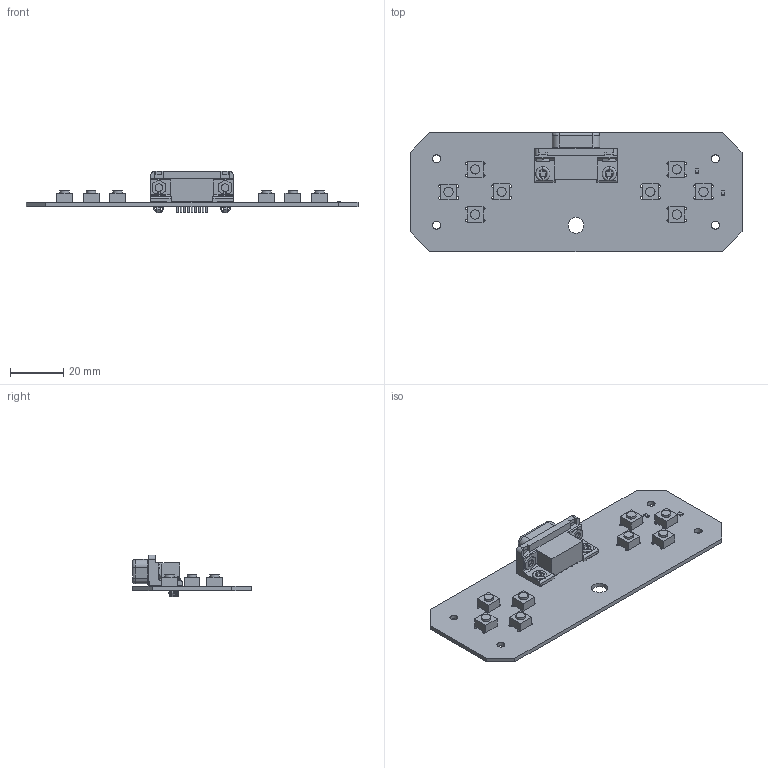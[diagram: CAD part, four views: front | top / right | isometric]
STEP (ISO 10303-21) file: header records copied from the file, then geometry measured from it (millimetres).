
FILE_DESCRIPTION(('KiCad electronic assembly'),'2;1');
FILE_NAME('RetroPad.step','2019-04-19T23:10:11',('An Author'),( 'A Company'),'Open CASCADE STEP processor 6.9', 'KiCad to STEP converter','Unknown');
FILE_SCHEMA(('AUTOMOTIVE_DESIGN { 1 0 10303 214 1 1 1 1 }'));
Length unit declared in the file: millimetre
Products named in the file (8): Open CASCADE STEP translator 6.9 1; c-5747840-3-d-3d; SOLID; R_0805_2012Metric; Omron_B3F-1000; COMPOUND
Assembly tree (15 placements, depth 3):
  Open CASCADE STEP translator 6.9 1
    c-5747840-3-d-3d
      SOLID
    R_0805_2012Metric  x2
      SOLID
    Omron_B3F-1000  x8
      SOLID
    COMPOUND
Bounding box: 125 x 45 x 15.81 mm (x, y, z)
Volume: 12544.5 mm3; surface area: 15891.2 mm2
Topology: 12 solids, 14 shells, 679 faces, 1743 edges, 1142 vertices
Faces by surface type: plane 413, cylinder 246, torus 12, bspline 4, cone 4
Full cylindrical faces by diameter (mm): 1 x32, 1.04 x9, 3 x4, 3.17 x2, 3.5 x8, 6 x1
Entity records: 41913 total; most frequent: CARTESIAN_POINT 9480, DIRECTION 6162, LINE 3699, VECTOR 3699, ORIENTED_EDGE 3140, PCURVE 3140, DEFINITIONAL_REPRESENTATION 3140, EDGE_CURVE 1570
